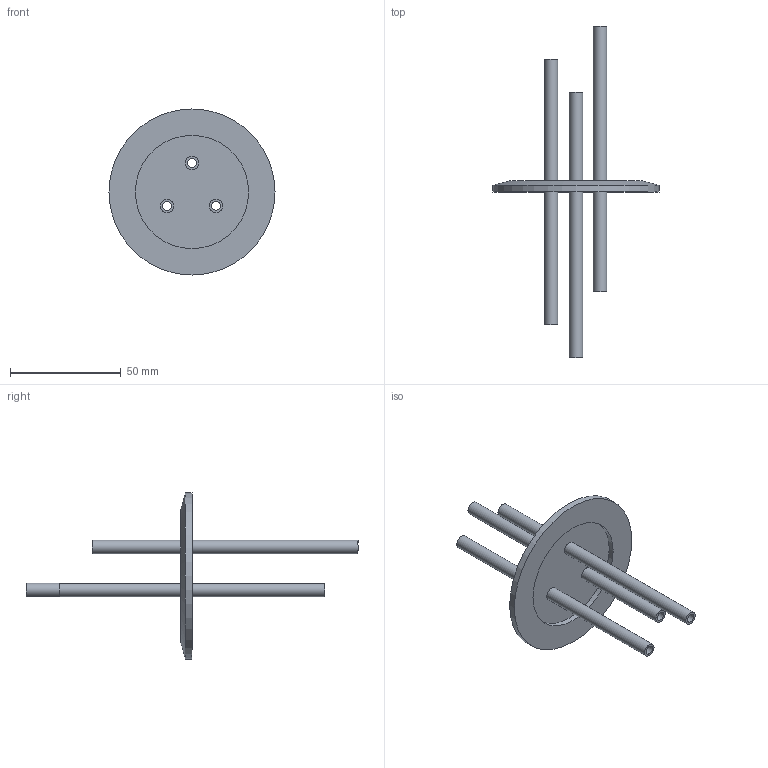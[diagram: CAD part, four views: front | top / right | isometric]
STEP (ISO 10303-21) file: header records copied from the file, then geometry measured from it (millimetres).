
FILE_DESCRIPTION(/* description */ (''),/* implementation_level */ '2;1');
FILE_NAME(/* name */ 'FL-LF3-6MM-50KF.stp',/* time_stamp */ '2020-11-23T08:30:02+00:00',/* author */ ('Paul'),/* organization */ (''),/* preprocessor_version */ 'ST-DEVELOPER v18.1',/* originating_system */ 'Autodesk Inventor 2021',/* authorisation */ '');
FILE_SCHEMA (('AUTOMOTIVE_DESIGN { 1 0 10303 214 3 1 1 }'));
Length unit declared in the file: millimetre
Products named in the file (5): FL-LF3-6MM-50KF; 6mm tube for tube end version; FL-50KF; 6mm tube for tube end version_1; 6mm tube for tube end version_2
Assembly tree (4 placements, depth 2):
  FL-LF3-6MM-50KF
    6mm tube for tube end version
    FL-50KF
    6mm tube for tube end version_1
    6mm tube for tube end version_2
Bounding box: 75 x 150 x 75 mm (x, y, z)
Volume: 20664.4 mm3; surface area: 21282 mm2
Topology: 6 solids, 6 shells, 29 faces, 47 edges, 31 vertices
Faces by surface type: cylinder 15, plane 13, cone 1
Full cylindrical faces by diameter (mm): 4 x5, 6 x8, 51.2 x1, 75 x1
Entity records: 904 total; most frequent: DIRECTION 154, CARTESIAN_POINT 116, ORIENTED_EDGE 94, AXIS2_PLACEMENT_3D 69, EDGE_CURVE 47, EDGE_LOOP 46, CIRCLE 31, VERTEX_POINT 31
